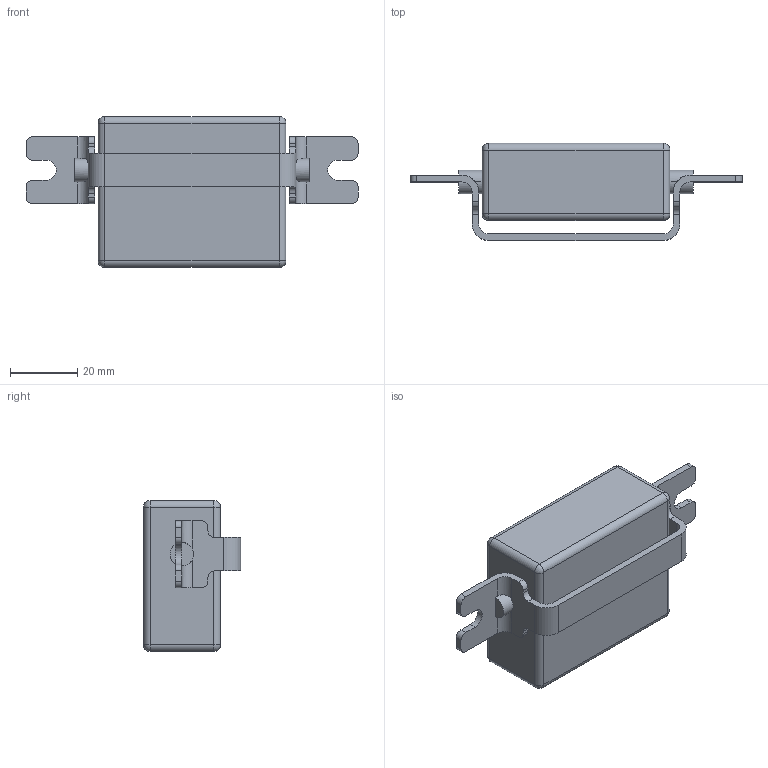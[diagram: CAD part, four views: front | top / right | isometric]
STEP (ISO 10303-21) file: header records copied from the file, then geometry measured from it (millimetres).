
FILE_DESCRIPTION((''),'2;1');
FILE_NAME('PIR20_F400390A','2007-01-08T',('Pepperl+Fuchs'),('Industriehansa'),'PRO/ENGINEER BY PARAMETRIC TECHNOLOGY CORPORATION, 2005290','PRO/ENGINEER BY PARAMETRIC TECHNOLOGY CORPORATION, 2005290','');
FILE_SCHEMA(('AUTOMOTIVE_DESIGN_CC2 { 1 2 10303 214 -1 1 5 2 }'));
Length unit declared in the file: millimetre
Products named in the file (1): PIR20_F400390A
Bounding box: 99 x 29 x 45 mm (x, y, z)
Volume: 61281.7 mm3; surface area: 13321.8 mm2
Topology: 1 solids, 1 shells, 94 faces, 264 edges, 180 vertices
Faces by surface type: cylinder 48, plane 38, sphere 8
Entity records: 4045 total; most frequent: CARTESIAN_POINT 681, DIRECTION 530, ORIENTED_EDGE 504, PRESENTATION_STYLE_ASSIGNMENT 274, STYLED_ITEM 274, CURVE_STYLE 266, EDGE_CURVE 252, AXIS2_PLACEMENT_3D 183
